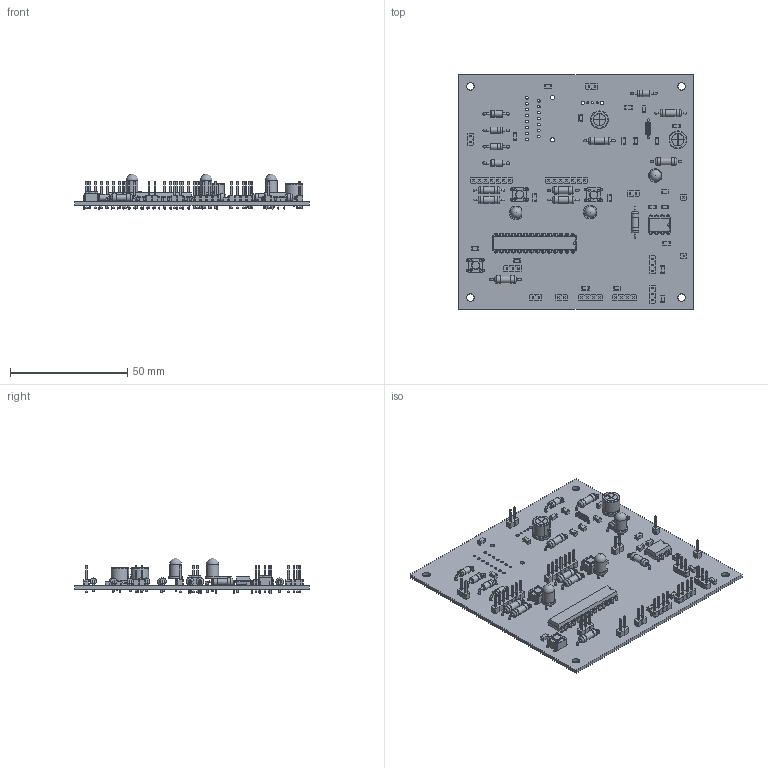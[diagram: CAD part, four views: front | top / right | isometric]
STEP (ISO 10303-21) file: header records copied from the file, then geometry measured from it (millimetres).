
FILE_DESCRIPTION(('KiCad electronic assembly'),'2;1');
FILE_NAME('RC Car.step','2025-03-19T14:21:44',('Pcbnew'),('Kicad'), 'Open CASCADE STEP processor 7.8','KiCad to STEP converter','Unknown' );
FILE_SCHEMA(('AUTOMOTIVE_DESIGN { 1 0 10303 214 1 1 1 1 }'));
Length unit declared in the file: millimetre
Products named in the file (16): RC Car 1; PinHeader_1x03_P2.54mm_Vertical; R_Axial_DIN0309_L9.0mm_D3.2mm_P12.70mm_Horizontal; LED_D5.0mm; PinHeader_1x01_P2.54mm_Vertical; C_1206_3216Metric; D_DO-41_SOD81_P10.16mm_Horizontal; PinHeader_1x02_P2.54mm_Vertical; PinHeader_1x04_P2.54mm_Vertical; SW_PUSH_6mm; DIP-8_W7.62mm; L_Axial_L5.3mm_D2.2mm_P7.62mm_Horizontal_Vishay_IM-1; PinHeader_1x07_P2.54mm_Vertical; CP_Radial_D7.5mm_P2.50mm; DIP-28_W7.62mm; RC Car_PCB
Assembly tree (61 placements, depth 2):
  RC Car 1
    PinHeader_1x03_P2.54mm_Vertical  x3
    R_Axial_DIN0309_L9.0mm_D3.2mm_P12.70mm_Horizontal  x9
    LED_D5.0mm  x3
    PinHeader_1x01_P2.54mm_Vertical  x2
    C_1206_3216Metric  x21
    D_DO-41_SOD81_P10.16mm_Horizontal  x5
    PinHeader_1x02_P2.54mm_Vertical  x5
    PinHeader_1x04_P2.54mm_Vertical  x2
    SW_PUSH_6mm  x3
    DIP-8_W7.62mm
    L_Axial_L5.3mm_D2.2mm_P7.62mm_Horizontal_Vishay_IM-1
    PinHeader_1x07_P2.54mm_Vertical  x2
    CP_Radial_D7.5mm_P2.50mm  x2
    DIP-28_W7.62mm
    RC Car_PCB
Bounding box: 100 x 100 x 15.1 mm (x, y, z)
Volume: 19145 mm3; surface area: 28623.2 mm2
Topology: 61 solids, 63 shells, 3193 faces, 7878 edges, 5024 vertices
Faces by surface type: plane 2294, cylinder 752, bspline 68, torus 55, revolution 21, sphere 3
Full cylindrical faces by diameter (mm): 0.5 x8, 0.7 x36, 0.8 x83, 0.9 x6, 1 x55, 1.1 x22, 1.13 x15, 1.5 x2, 1.8 x2, 1.935 x10, 2.2 x2, 2.7 x10, 2.72 x5, 2.88 x9, 3.2 x22, 3.5 x3, 4.9 x3
Entity records: 57943 total; most frequent: CARTESIAN_POINT 10990, ORIENTED_EDGE 7672, DIRECTION 7440, EDGE_CURVE 3836, LINE 3079, VECTOR 3079, VERTEX_POINT 2436, AXIS2_PLACEMENT_3D 2172
